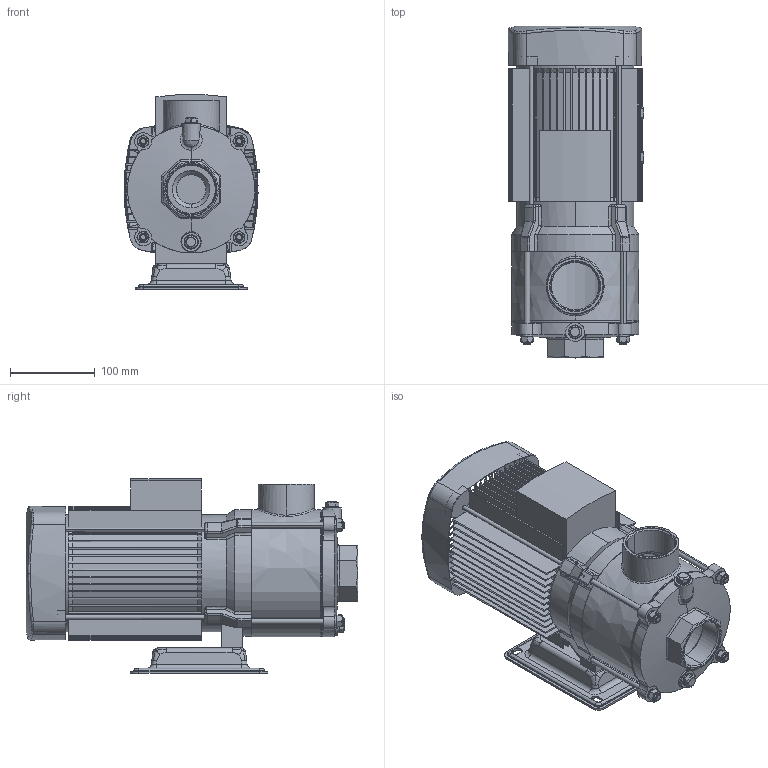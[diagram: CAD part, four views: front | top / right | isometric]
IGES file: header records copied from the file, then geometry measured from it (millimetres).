
Global section: file name: 015P2372 (RMHI 20-1R); native system: AutoCAD 2019 — Русский (Russian),62HAutod; preprocessor: esk Translation Framework DWG producer (atf_dwg_producer); organization: unknown; date: 20240415.184824; units: millimetre
Bounding box: 160 x 391 x 229.65 mm (x, y, z)
Volume: 4034309.2 mm3; surface area: 762015.8 mm2
Topology: 25 solids, 25 shells, 1938 faces, 5571 edges, 3751 vertices
Faces by surface type: bspline 1886, revolution 52
